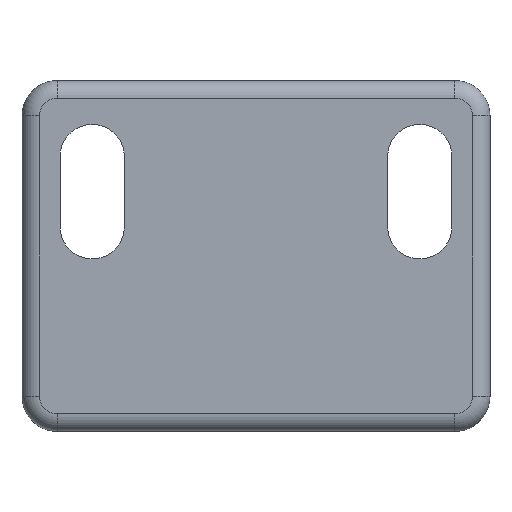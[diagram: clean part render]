
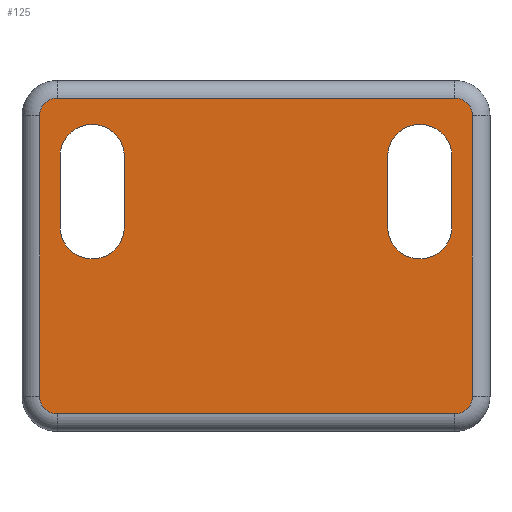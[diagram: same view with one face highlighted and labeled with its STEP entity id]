
A CAD part, front view. The second image highlights one B-rep face of the part: STEP entity #125.
In plain terms, the highlighted planar face has unit normal (0, -1, 0).
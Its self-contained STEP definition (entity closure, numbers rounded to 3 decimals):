
#125 = ADVANCED_FACE( 'NONE', ( #306, #307, #308 ), #309, .F. );
#306 = FACE_OUTER_BOUND( '', #554, .T. );
#307 = FACE_BOUND( '', #555, .T. );
#308 = FACE_BOUND( '', #556, .T. );
#309 = PLANE( '', #557 );
#554 = EDGE_LOOP( '', ( #862, #863, #864, #865, #866, #867, #868, #869 ) );
#555 = EDGE_LOOP( '', ( #870, #871, #872, #873 ) );
#556 = EDGE_LOOP( '', ( #874, #875, #876, #877 ) );
#557 = AXIS2_PLACEMENT_3D( '', #878, #879, #880 );
#862 = ORIENTED_EDGE( '', *, *, #1490, .T. );
#863 = ORIENTED_EDGE( '', *, *, #1491, .T. );
#864 = ORIENTED_EDGE( '', *, *, #1492, .T. );
#865 = ORIENTED_EDGE( '', *, *, #1493, .T. );
#866 = ORIENTED_EDGE( '', *, *, #1486, .T. );
#867 = ORIENTED_EDGE( '', *, *, #1459, .T. );
#868 = ORIENTED_EDGE( '', *, *, #1494, .T. );
#869 = ORIENTED_EDGE( '', *, *, #1495, .T. );
#870 = ORIENTED_EDGE( '', *, *, #1496, .T. );
#871 = ORIENTED_EDGE( '', *, *, #1497, .T. );
#872 = ORIENTED_EDGE( '', *, *, #1498, .T. );
#873 = ORIENTED_EDGE( '', *, *, #1480, .T. );
#874 = ORIENTED_EDGE( '', *, *, #1499, .F. );
#875 = ORIENTED_EDGE( '', *, *, #1500, .F. );
#876 = ORIENTED_EDGE( '', *, *, #1501, .F. );
#877 = ORIENTED_EDGE( '', *, *, #1431, .F. );
#878 = CARTESIAN_POINT( '', ( -20., -9.15, 15. ) );
#879 = DIRECTION( '', ( 0., 1., 0. ) );
#880 = DIRECTION( '', ( 1., 0., 0. ) );
#1431 = EDGE_CURVE( 'NONE', #1695, #1697, #1698, .T. );
#1459 = EDGE_CURVE( 'NONE', #1741, #1745, #1747, .T. );
#1480 = EDGE_CURVE( 'NONE', #1782, #1780, #1783, .T. );
#1486 = EDGE_CURVE( 'NONE', #1791, #1741, #1792, .T. );
#1490 = EDGE_CURVE( 'NONE', #1797, #1798, #1799, .T. );
#1491 = EDGE_CURVE( 'NONE', #1798, #1800, #1801, .T. );
#1492 = EDGE_CURVE( 'NONE', #1800, #1802, #1803, .T. );
#1493 = EDGE_CURVE( 'NONE', #1802, #1791, #1804, .T. );
#1494 = EDGE_CURVE( 'NONE', #1745, #1805, #1806, .T. );
#1495 = EDGE_CURVE( 'NONE', #1805, #1797, #1807, .T. );
#1496 = EDGE_CURVE( 'NONE', #1780, #1808, #1809, .T. );
#1497 = EDGE_CURVE( 'NONE', #1808, #1810, #1811, .T. );
#1498 = EDGE_CURVE( 'NONE', #1810, #1782, #1812, .T. );
#1499 = EDGE_CURVE( 'NONE', #1813, #1695, #1814, .T. );
#1500 = EDGE_CURVE( 'NONE', #1815, #1813, #1816, .T. );
#1501 = EDGE_CURVE( 'NONE', #1697, #1815, #1817, .T. );
#1695 = VERTEX_POINT( 'NONE', #2078 );
#1697 = VERTEX_POINT( 'NONE', #2081 );
#1698 = LINE( '', #2082, #2083 );
#1741 = VERTEX_POINT( 'NONE', #2137 );
#1745 = VERTEX_POINT( 'NONE', #2141 );
#1747 = CIRCLE( '', #2143, 1.5 );
#1780 = VERTEX_POINT( 'NONE', #2184 );
#1782 = VERTEX_POINT( 'NONE', #2187 );
#1783 = CIRCLE( '', #2188, 2.75 );
#1791 = VERTEX_POINT( 'NONE', #2197 );
#1792 = LINE( '', #2198, #2199 );
#1797 = VERTEX_POINT( 'NONE', #2205 );
#1798 = VERTEX_POINT( 'NONE', #2206 );
#1799 = LINE( '', #2207, #2208 );
#1800 = VERTEX_POINT( 'NONE', #2209 );
#1801 = CIRCLE( '', #2210, 1.5 );
#1802 = VERTEX_POINT( 'NONE', #2211 );
#1803 = LINE( '', #2212, #2213 );
#1804 = CIRCLE( '', #2214, 1.5 );
#1805 = VERTEX_POINT( 'NONE', #2215 );
#1806 = LINE( '', #2216, #2217 );
#1807 = CIRCLE( '', #2218, 1.5 );
#1808 = VERTEX_POINT( 'NONE', #2219 );
#1809 = LINE( '', #2220, #2221 );
#1810 = VERTEX_POINT( 'NONE', #2222 );
#1811 = CIRCLE( '', #2223, 2.75 );
#1812 = LINE( '', #2224, #2225 );
#1813 = VERTEX_POINT( 'NONE', #2226 );
#1814 = CIRCLE( '', #2227, 2.75 );
#1815 = VERTEX_POINT( 'NONE', #2228 );
#1816 = LINE( '', #2229, #2230 );
#1817 = CIRCLE( '', #2231, 2.75 );
#2078 = CARTESIAN_POINT( '', ( 11.25, -9.15, 8.5 ) );
#2081 = CARTESIAN_POINT( '', ( 11.25, -9.15, 2.5 ) );
#2082 = CARTESIAN_POINT( '', ( 11.25, -9.15, 8.5 ) );
#2083 = VECTOR( '', #2619, 1000. );
#2137 = CARTESIAN_POINT( '', ( 17., -9.15, -13.5 ) );
#2141 = CARTESIAN_POINT( '', ( 18.5, -9.15, -12. ) );
#2143 = AXIS2_PLACEMENT_3D( '', #2664, #2665, #2666 );
#2184 = CARTESIAN_POINT( '', ( -16.75, -9.15, 2.5 ) );
#2187 = CARTESIAN_POINT( '', ( -11.25, -9.15, 2.5 ) );
#2188 = AXIS2_PLACEMENT_3D( '', #2697, #2698, #2699 );
#2197 = CARTESIAN_POINT( '', ( -17., -9.15, -13.5 ) );
#2198 = CARTESIAN_POINT( '', ( -20., -9.15, -13.5 ) );
#2199 = VECTOR( '', #2707, 1000. );
#2205 = CARTESIAN_POINT( '', ( 17., -9.15, 13.5 ) );
#2206 = CARTESIAN_POINT( '', ( -17., -9.15, 13.5 ) );
#2207 = CARTESIAN_POINT( '', ( -17., -9.15, 13.5 ) );
#2208 = VECTOR( '', #2712, 1000. );
#2209 = CARTESIAN_POINT( '', ( -18.5, -9.15, 12. ) );
#2210 = AXIS2_PLACEMENT_3D( '', #2713, #2714, #2715 );
#2211 = CARTESIAN_POINT( '', ( -18.5, -9.15, -12. ) );
#2212 = CARTESIAN_POINT( '', ( -18.5, -9.15, 15. ) );
#2213 = VECTOR( '', #2716, 1000. );
#2214 = AXIS2_PLACEMENT_3D( '', #2717, #2718, #2719 );
#2215 = CARTESIAN_POINT( '', ( 18.5, -9.15, 12. ) );
#2216 = CARTESIAN_POINT( '', ( 18.5, -9.15, 15. ) );
#2217 = VECTOR( '', #2720, 1000. );
#2218 = AXIS2_PLACEMENT_3D( '', #2721, #2722, #2723 );
#2219 = CARTESIAN_POINT( '', ( -16.75, -9.15, 8.5 ) );
#2220 = CARTESIAN_POINT( '', ( -16.75, -9.15, 8.5 ) );
#2221 = VECTOR( '', #2724, 1000. );
#2222 = CARTESIAN_POINT( '', ( -11.25, -9.15, 8.5 ) );
#2223 = AXIS2_PLACEMENT_3D( '', #2725, #2726, #2727 );
#2224 = CARTESIAN_POINT( '', ( -11.25, -9.15, 8.5 ) );
#2225 = VECTOR( '', #2728, 1000. );
#2226 = CARTESIAN_POINT( '', ( 16.75, -9.15, 8.5 ) );
#2227 = AXIS2_PLACEMENT_3D( '', #2729, #2730, #2731 );
#2228 = CARTESIAN_POINT( '', ( 16.75, -9.15, 2.5 ) );
#2229 = CARTESIAN_POINT( '', ( 16.75, -9.15, 8.5 ) );
#2230 = VECTOR( '', #2732, 1000. );
#2231 = AXIS2_PLACEMENT_3D( '', #2733, #2734, #2735 );
#2619 = DIRECTION( '', ( 0., 0., -1. ) );
#2664 = CARTESIAN_POINT( '', ( 17., -9.15, -12. ) );
#2665 = DIRECTION( '', ( 0., -1., 0. ) );
#2666 = DIRECTION( '', ( -1., 0., 0. ) );
#2697 = CARTESIAN_POINT( '', ( -14., -9.15, 2.5 ) );
#2698 = DIRECTION( '', ( 0., 1., 0. ) );
#2699 = DIRECTION( '', ( 0., 0., 1. ) );
#2707 = DIRECTION( '', ( 1., 0., 0. ) );
#2712 = DIRECTION( '', ( -1., 0., 0. ) );
#2713 = CARTESIAN_POINT( '', ( -17., -9.15, 12. ) );
#2714 = DIRECTION( '', ( 0., -1., 0. ) );
#2715 = DIRECTION( '', ( -1., 0., 0. ) );
#2716 = DIRECTION( '', ( 0., 0., -1. ) );
#2717 = CARTESIAN_POINT( '', ( -17., -9.15, -12. ) );
#2718 = DIRECTION( '', ( 0., -1., 0. ) );
#2719 = DIRECTION( '', ( -1., 0., 0. ) );
#2720 = DIRECTION( '', ( 0., 0., 1. ) );
#2721 = CARTESIAN_POINT( '', ( 17., -9.15, 12. ) );
#2722 = DIRECTION( '', ( 0., -1., 0. ) );
#2723 = DIRECTION( '', ( -1., 0., 0. ) );
#2724 = DIRECTION( '', ( 0., 0., 1. ) );
#2725 = CARTESIAN_POINT( '', ( -14., -9.15, 8.5 ) );
#2726 = DIRECTION( '', ( 0., 1., 0. ) );
#2727 = DIRECTION( '', ( 0., 0., 1. ) );
#2728 = DIRECTION( '', ( 0., 0., -1. ) );
#2729 = CARTESIAN_POINT( '', ( 14., -9.15, 8.5 ) );
#2730 = DIRECTION( '', ( 0., -1., 0. ) );
#2731 = DIRECTION( '', ( 0., 0., 1. ) );
#2732 = DIRECTION( '', ( 0., 0., 1. ) );
#2733 = CARTESIAN_POINT( '', ( 14., -9.15, 2.5 ) );
#2734 = DIRECTION( '', ( 0., -1., 0. ) );
#2735 = DIRECTION( '', ( 0., 0., 1. ) );
